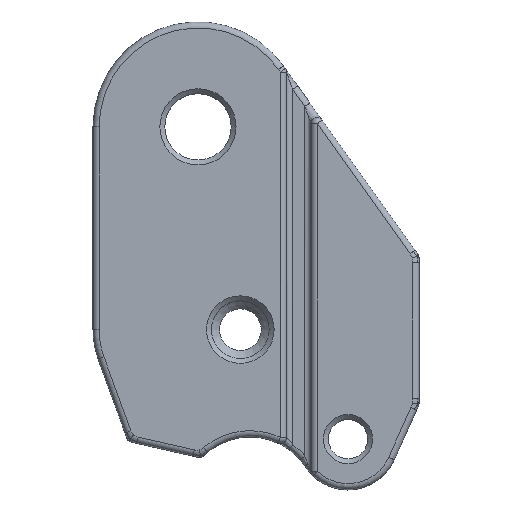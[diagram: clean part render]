
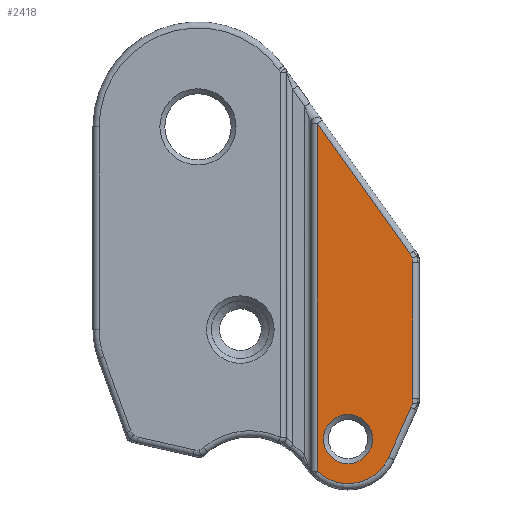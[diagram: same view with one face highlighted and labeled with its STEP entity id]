
A CAD part, top view. The second image highlights one B-rep face of the part: STEP entity #2418.
In plain terms, the highlighted planar face has unit normal (0, 0, 1).
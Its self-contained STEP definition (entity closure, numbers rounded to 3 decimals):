
#100=FACE_BOUND('',#565,.T.);
#108=PLANE('',#2615);
#133=LINE('',#5925,#247);
#134=LINE('',#5928,#248);
#135=LINE('',#5929,#249);
#136=LINE('',#5930,#250);
#247=VECTOR('',#3006,10.);
#248=VECTOR('',#3009,10.);
#249=VECTOR('',#3010,10.);
#250=VECTOR('',#3011,10.);
#405=FACE_OUTER_BOUND('',#564,.T.);
#564=EDGE_LOOP('',(#1724,#1725,#1726,#1727,#1728,#1729,#1730,#1731,#1732));
#565=EDGE_LOOP('',(#1733));
#710=CIRCLE('',#2558,1.265);
#713=CIRCLE('',#2561,1.265);
#744=CIRCLE('',#2592,1.793);
#747=CIRCLE('',#2595,1.793);
#765=CIRCLE('',#2614,2.);
#766=CIRCLE('',#2616,3.629);
#977=VERTEX_POINT('',#4106);
#978=VERTEX_POINT('',#4113);
#980=VERTEX_POINT('',#4159);
#1025=VERTEX_POINT('',#5480);
#1026=VERTEX_POINT('',#5487);
#1028=VERTEX_POINT('',#5533);
#1048=VERTEX_POINT('',#5919);
#1049=VERTEX_POINT('',#5923);
#1050=VERTEX_POINT('',#5924);
#1051=VERTEX_POINT('',#5926);
#1212=EDGE_CURVE('',#977,#978,#710,.T.);
#1216=EDGE_CURVE('',#980,#977,#713,.T.);
#1276=EDGE_CURVE('',#1025,#1026,#744,.T.);
#1280=EDGE_CURVE('',#1028,#1025,#747,.T.);
#1308=EDGE_CURVE('',#1048,#1048,#765,.T.);
#1309=EDGE_CURVE('',#1049,#1050,#133,.T.);
#1310=EDGE_CURVE('',#1051,#1049,#766,.T.);
#1311=EDGE_CURVE('',#1026,#1051,#134,.T.);
#1312=EDGE_CURVE('',#978,#1028,#135,.T.);
#1313=EDGE_CURVE('',#1050,#980,#136,.T.);
#1724=ORIENTED_EDGE('',*,*,#1309,.F.);
#1725=ORIENTED_EDGE('',*,*,#1310,.F.);
#1726=ORIENTED_EDGE('',*,*,#1311,.F.);
#1727=ORIENTED_EDGE('',*,*,#1276,.F.);
#1728=ORIENTED_EDGE('',*,*,#1280,.F.);
#1729=ORIENTED_EDGE('',*,*,#1312,.F.);
#1730=ORIENTED_EDGE('',*,*,#1212,.F.);
#1731=ORIENTED_EDGE('',*,*,#1216,.F.);
#1732=ORIENTED_EDGE('',*,*,#1313,.F.);
#1733=ORIENTED_EDGE('',*,*,#1308,.F.);
#2418=ADVANCED_FACE('',(#405,#100),#108,.F.);
#2558=AXIS2_PLACEMENT_3D('',#4114,#2889,#2890);
#2561=AXIS2_PLACEMENT_3D('',#4161,#2895,#2896);
#2592=AXIS2_PLACEMENT_3D('',#5488,#2957,#2958);
#2595=AXIS2_PLACEMENT_3D('',#5535,#2963,#2964);
#2614=AXIS2_PLACEMENT_3D('',#5921,#3002,#3003);
#2615=AXIS2_PLACEMENT_3D('',#5922,#3004,#3005);
#2616=AXIS2_PLACEMENT_3D('',#5927,#3007,#3008);
#2889=DIRECTION('center_axis',(0.,0.,
-1.));
#2890=DIRECTION('ref_axis',(0.952,0.305,0.));
#2895=DIRECTION('center_axis',(0.,0.,
-1.));
#2896=DIRECTION('ref_axis',(0.952,0.305,0.));
#2957=DIRECTION('center_axis',(0.,0.,
-1.));
#2958=DIRECTION('ref_axis',(0.978,-0.209,0.));
#2963=DIRECTION('center_axis',(0.,0.,
-1.));
#2964=DIRECTION('ref_axis',(0.978,-0.209,0.));
#3002=DIRECTION('center_axis',(0.,0.,
1.));
#3003=DIRECTION('ref_axis',(1.,0.,0.));
#3004=DIRECTION('center_axis',(0.,0.,
-1.));
#3005=DIRECTION('ref_axis',(1.,0.,0.));
#3006=DIRECTION('',(0.,1.,0.));
#3007=DIRECTION('center_axis',(0.,0.,
-1.));
#3008=DIRECTION('ref_axis',(0.079,-0.997,0.));
#3009=DIRECTION('',(-0.408,-0.913,0.));
#3010=DIRECTION('',(0.,-1.,0.));
#3011=DIRECTION('',(0.581,-0.814,0.));
#4106=CARTESIAN_POINT('',(-19.11,235.421,-191.9));
#4113=CARTESIAN_POINT('',(-19.05,235.035,-191.9));
#4114=CARTESIAN_POINT('Origin',(-20.315,235.035,-191.9));
#4159=CARTESIAN_POINT('',(-19.285,235.77,-191.9));
#4161=CARTESIAN_POINT('Origin',(-20.315,235.035,-191.9));
#5480=CARTESIAN_POINT('',(-19.089,223.615,-191.9));
#5487=CARTESIAN_POINT('',(-19.206,223.257,-191.9));
#5488=CARTESIAN_POINT('Origin',(-20.843,223.989,-191.9));
#5533=CARTESIAN_POINT('',(-19.05,223.989,-191.9));
#5535=CARTESIAN_POINT('Origin',(-20.843,223.989,-191.9));
#5919=CARTESIAN_POINT('',(-26.335,220.674,-191.9));
#5921=CARTESIAN_POINT('Origin',(-24.335,220.674,-191.9));
#5922=CARTESIAN_POINT('Origin',(-36.55,246.1,-191.9));
#5923=CARTESIAN_POINT('',(-26.843,218.051,-191.9));
#5924=CARTESIAN_POINT('',(-26.843,246.357,-191.9));
#5925=CARTESIAN_POINT('',(-26.843,251.455,-191.9));
#5926=CARTESIAN_POINT('',(-21.023,219.193,-191.9));
#5927=CARTESIAN_POINT('Origin',(-24.335,220.674,-191.9));
#5928=CARTESIAN_POINT('',(-16.295,229.77,-191.9));
#5929=CARTESIAN_POINT('',(-19.05,240.85,-191.9));
#5930=CARTESIAN_POINT('',(-29.998,250.777,-191.9));
